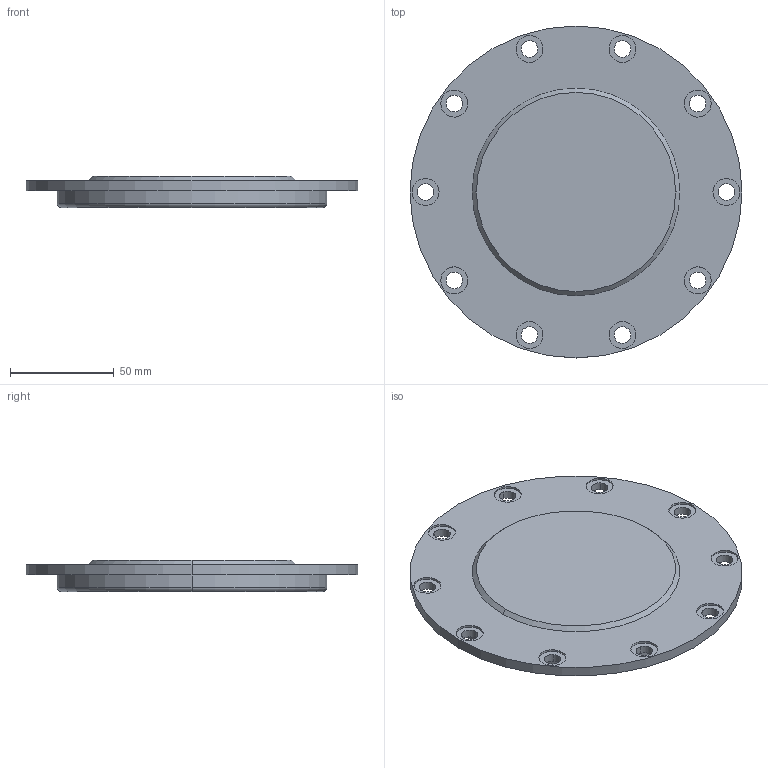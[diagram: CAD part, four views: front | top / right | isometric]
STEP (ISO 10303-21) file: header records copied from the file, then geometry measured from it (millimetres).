
FILE_DESCRIPTION((''),'2;1');
FILE_NAME('_40001','2022-11-17T12:00:01',('-'),('IRISOFT'),'CREO PARAMETRIC BY PTC INC, 2021304','CREO PARAMETRIC BY PTC INC, 2021304','');
FILE_SCHEMA(('AUTOMOTIVE_DESIGN { 1 0 10303 214 1 1 1 1 }'));
Length unit declared in the file: millimetre
Products named in the file (1): _40001
Bounding box: 160 x 160 x 15 mm (x, y, z)
Volume: 155282 mm3; surface area: 48277.9 mm2
Topology: 1 solids, 1 shells, 69 faces, 156 edges, 102 vertices
Faces by surface type: cylinder 46, plane 15, torus 6, cone 2
Entity records: 2309 total; most frequent: DIRECTION 456, CARTESIAN_POINT 364, ORIENTED_EDGE 312, AXIS2_PLACEMENT_3D 197, EDGE_CURVE 156, CIRCLE 108, VERTEX_POINT 102, EDGE_LOOP 102
